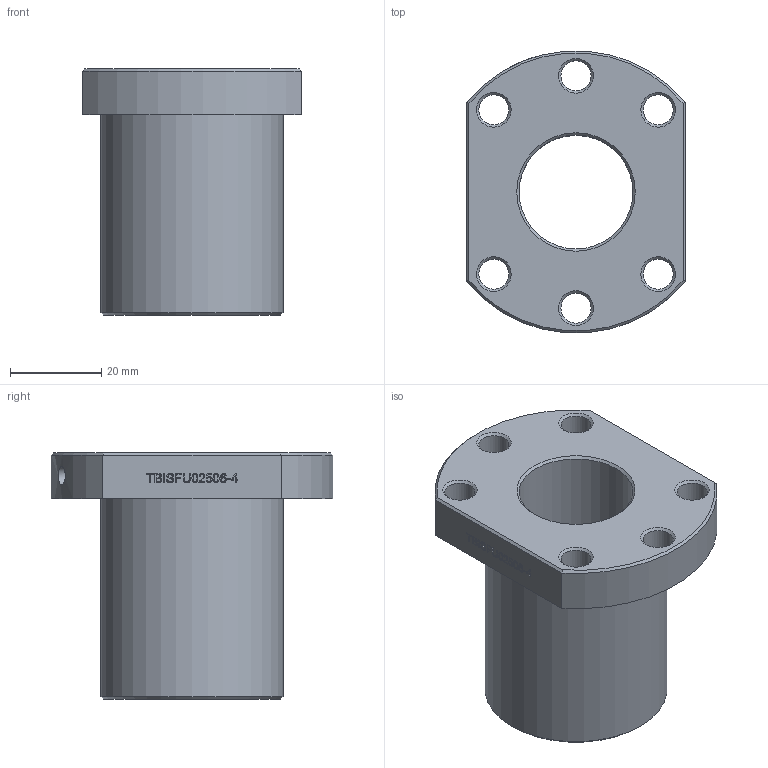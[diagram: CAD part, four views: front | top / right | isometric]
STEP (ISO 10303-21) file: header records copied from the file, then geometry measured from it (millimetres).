
FILE_DESCRIPTION(/* description */ (''),/* implementation_level */ '2;1');
FILE_NAME(/* name */ 'SFU02506-4.stp',/* time_stamp */ '2020-03-23T21:02:10+08:00',/* author */ (''),/* organization */ (''),/* preprocessor_version */ 'ST-DEVELOPER v16',/* originating_system */ 'SIEMENS PLM Software NX 10.0',/* authorisation */ '');
FILE_SCHEMA (('AUTOMOTIVE_DESIGN { 1 0 10303 214 3 1 1 1 }'));
Length unit declared in the file: millimetre
Products named in the file (1): Admi0BFC4609nal9
Bounding box: 48 x 61.8 x 54 mm (x, y, z)
Volume: 52915.6 mm3; surface area: 16778.1 mm2
Topology: 1 solids, 1 shells, 144 faces, 351 edges, 230 vertices
Faces by surface type: plane 88, extrusion 29, cone 13, cylinder 12, bspline 2
Full cylindrical faces by diameter (mm): 4 x1, 5.2 x1, 6.6 x6, 25 x1, 40 x1
Entity records: 5504 total; most frequent: CARTESIAN_POINT 2391, ORIENTED_EDGE 652, DIRECTION 488, EDGE_CURVE 326, VERTEX_POINT 227, EDGE_LOOP 200, VECTOR 190, LINE 161
